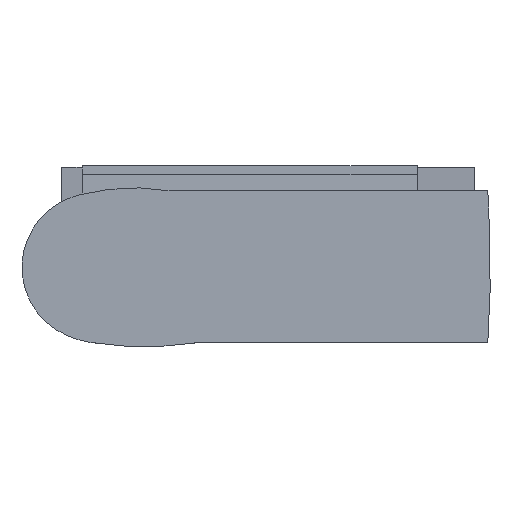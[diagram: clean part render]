
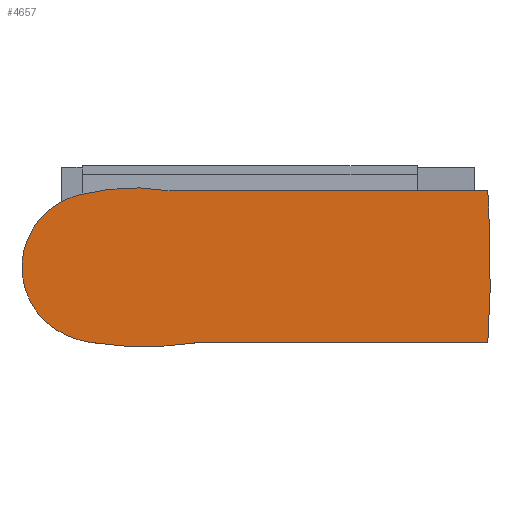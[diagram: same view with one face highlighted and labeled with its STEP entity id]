
A CAD part, top view. The second image highlights one B-rep face of the part: STEP entity #4657.
In plain terms, the highlighted planar face has unit normal (0, 0, 1).
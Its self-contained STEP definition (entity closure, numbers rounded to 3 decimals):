
#335=PLANE('',#4960);
#508=FACE_OUTER_BOUND('',#775,.T.);
#775=EDGE_LOOP('',(#3273,#3274,#3275,#3276,#3277,#3278,#3279,#3280));
#1065=LINE('',#6070,#1564);
#1069=LINE('',#6080,#1568);
#1564=VECTOR('',#5178,10.);
#1568=VECTOR('',#5190,10.);
#2057=CIRCLE('',#4942,60.);
#2059=CIRCLE('',#4945,15.);
#2061=CIRCLE('',#4948,12.5);
#2063=CIRCLE('',#4951,12.75);
#2065=CIRCLE('',#4954,37.);
#2067=CIRCLE('',#4958,200.);
#2078=VERTEX_POINT('',#6037);
#2079=VERTEX_POINT('',#6039);
#2081=VERTEX_POINT('',#6045);
#2083=VERTEX_POINT('',#6051);
#2085=VERTEX_POINT('',#6057);
#2087=VERTEX_POINT('',#6063);
#2089=VERTEX_POINT('',#6069);
#2091=VERTEX_POINT('',#6075);
#2544=EDGE_CURVE('',#2079,#2078,#2057,.T.);
#2547=EDGE_CURVE('',#2081,#2079,#2059,.T.);
#2550=EDGE_CURVE('',#2083,#2081,#2061,.T.);
#2553=EDGE_CURVE('',#2085,#2083,#2063,.T.);
#2556=EDGE_CURVE('',#2087,#2085,#2065,.T.);
#2559=EDGE_CURVE('',#2089,#2087,#1065,.T.);
#2562=EDGE_CURVE('',#2091,#2089,#2067,.T.);
#2565=EDGE_CURVE('',#2078,#2091,#1069,.T.);
#3273=ORIENTED_EDGE('',*,*,#2565,.T.);
#3274=ORIENTED_EDGE('',*,*,#2562,.T.);
#3275=ORIENTED_EDGE('',*,*,#2559,.T.);
#3276=ORIENTED_EDGE('',*,*,#2556,.T.);
#3277=ORIENTED_EDGE('',*,*,#2553,.T.);
#3278=ORIENTED_EDGE('',*,*,#2550,.T.);
#3279=ORIENTED_EDGE('',*,*,#2547,.T.);
#3280=ORIENTED_EDGE('',*,*,#2544,.T.);
#4657=ADVANCED_FACE('',(#508),#335,.T.);
#4942=AXIS2_PLACEMENT_3D('',#6040,#5144,#5145);
#4945=AXIS2_PLACEMENT_3D('',#6046,#5151,#5152);
#4948=AXIS2_PLACEMENT_3D('',#6052,#5158,#5159);
#4951=AXIS2_PLACEMENT_3D('',#6058,#5165,#5166);
#4954=AXIS2_PLACEMENT_3D('',#6064,#5172,#5173);
#4958=AXIS2_PLACEMENT_3D('',#6076,#5184,#5185);
#4960=AXIS2_PLACEMENT_3D('',#6081,#5191,#5192);
#5144=DIRECTION('center_axis',(0.,0.,1.));
#5145=DIRECTION('ref_axis',(-0.154,-0.988,0.));
#5151=DIRECTION('center_axis',(0.,0.,1.));
#5152=DIRECTION('ref_axis',(-0.542,-0.841,0.));
#5158=DIRECTION('center_axis',(0.,0.,1.));
#5159=DIRECTION('ref_axis',(-0.924,0.382,0.));
#5165=DIRECTION('center_axis',(0.,0.,1.));
#5166=DIRECTION('ref_axis',(-0.26,0.965,0.));
#5172=DIRECTION('center_axis',(0.,0.,1.));
#5173=DIRECTION('ref_axis',(0.23,0.973,0.));
#5178=DIRECTION('',(-1.,0.,0.));
#5184=DIRECTION('center_axis',(0.,0.,1.));
#5185=DIRECTION('ref_axis',(0.998,-0.064,0.));
#5190=DIRECTION('',(1.,0.,0.));
#5191=DIRECTION('center_axis',(0.,0.,1.));
#5192=DIRECTION('ref_axis',(1.,0.,0.));
#6037=CARTESIAN_POINT('',(29.812,-26.25,1.5));
#6039=CARTESIAN_POINT('',(11.537,-26.21,1.5));
#6040=CARTESIAN_POINT('Origin',(20.805,33.07,1.5));
#6045=CARTESIAN_POINT('',(5.731,-24.,1.5));
#6046=CARTESIAN_POINT('Origin',(13.854,-11.39,1.5));
#6051=CARTESIAN_POINT('',(0.949,-8.714,1.5));
#6052=CARTESIAN_POINT('Origin',(12.5,-13.491,1.5));
#6057=CARTESIAN_POINT('',(9.41,-1.277,1.5));
#6058=CARTESIAN_POINT('Origin',(12.731,-13.587,1.5));
#6063=CARTESIAN_POINT('',(25.109,-0.5,1.5));
#6064=CARTESIAN_POINT('Origin',(19.047,-37.,1.5));
#6069=CARTESIAN_POINT('',(78.981,-0.5,1.5));
#6070=CARTESIAN_POINT('',(78.981,-0.5,1.5));
#6075=CARTESIAN_POINT('',(78.981,-26.25,1.5));
#6076=CARTESIAN_POINT('Origin',(-120.604,-13.375,1.5));
#6080=CARTESIAN_POINT('',(29.812,-26.25,1.5));
#6081=CARTESIAN_POINT('Origin',(39.698,-13.465,1.5));
